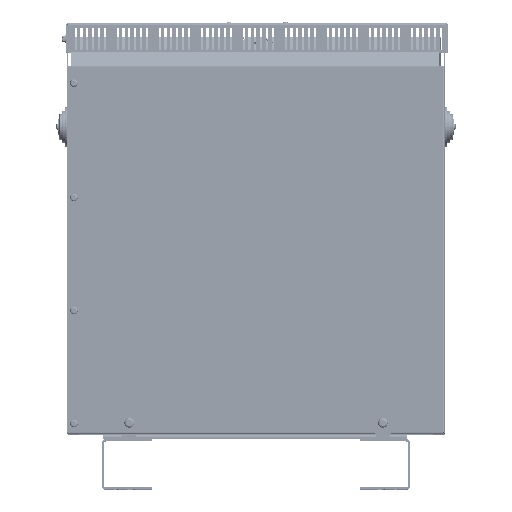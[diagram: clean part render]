
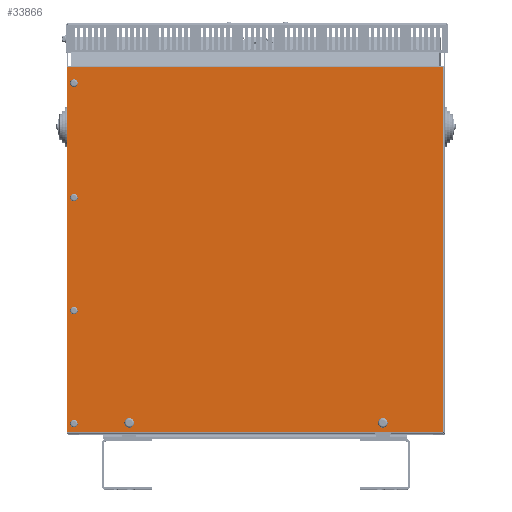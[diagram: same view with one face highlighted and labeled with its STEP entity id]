
A CAD part, top view. The second image highlights one B-rep face of the part: STEP entity #33866.
In plain terms, the highlighted planar face has unit normal (0, 0, 1).
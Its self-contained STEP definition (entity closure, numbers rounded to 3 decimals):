
#1817=FACE_BOUND('',#6790,.T.);
#1818=FACE_BOUND('',#6791,.T.);
#1819=FACE_BOUND('',#6792,.T.);
#1820=FACE_BOUND('',#6793,.T.);
#1821=FACE_BOUND('',#6794,.T.);
#1822=FACE_BOUND('',#6795,.T.);
#2674=CIRCLE('',#35762,2.6);
#2676=CIRCLE('',#35765,2.6);
#2678=CIRCLE('',#35768,2.6);
#2680=CIRCLE('',#35771,2.6);
#2683=CIRCLE('',#35775,4.);
#2685=CIRCLE('',#35778,4.);
#4833=FACE_OUTER_BOUND('',#6789,.T.);
#6789=EDGE_LOOP('',(#23878,#23879,#23880,#23881,#23882,#23883,#23884,#23885));
#6790=EDGE_LOOP('',(#23886));
#6791=EDGE_LOOP('',(#23887));
#6792=EDGE_LOOP('',(#23888));
#6793=EDGE_LOOP('',(#23889));
#6794=EDGE_LOOP('',(#23890));
#6795=EDGE_LOOP('',(#23891));
#9437=LINE('',#48961,#12551);
#9444=LINE('',#48977,#12558);
#9450=LINE('',#48992,#12564);
#9456=LINE('',#49005,#12570);
#9459=LINE('',#49014,#12573);
#9558=LINE('',#49271,#12672);
#9579=LINE('',#49322,#12693);
#9580=LINE('',#49326,#12694);
#12551=VECTOR('',#39208,10.);
#12558=VECTOR('',#39219,10.);
#12564=VECTOR('',#39231,10.);
#12570=VECTOR('',#39241,10.);
#12573=VECTOR('',#39250,10.);
#12672=VECTOR('',#39505,10.);
#12693=VECTOR('',#39578,10.);
#12694=VECTOR('',#39585,10.);
#15683=VERTEX_POINT('',#48927);
#15685=VERTEX_POINT('',#48932);
#15687=VERTEX_POINT('',#48937);
#15689=VERTEX_POINT('',#48942);
#15692=VERTEX_POINT('',#48949);
#15694=VERTEX_POINT('',#48954);
#15695=VERTEX_POINT('',#48957);
#15697=VERTEX_POINT('',#48960);
#15704=VERTEX_POINT('',#48976);
#15706=VERTEX_POINT('',#48981);
#15715=VERTEX_POINT('',#49004);
#15718=VERTEX_POINT('',#49012);
#15746=VERTEX_POINT('',#49105);
#15798=VERTEX_POINT('',#49270);
#18835=EDGE_CURVE('',#15683,#15683,#2674,.T.);
#18837=EDGE_CURVE('',#15685,#15685,#2676,.T.);
#18839=EDGE_CURVE('',#15687,#15687,#2678,.T.);
#18841=EDGE_CURVE('',#15689,#15689,#2680,.T.);
#18844=EDGE_CURVE('',#15692,#15692,#2683,.T.);
#18846=EDGE_CURVE('',#15694,#15694,#2685,.T.);
#18848=EDGE_CURVE('',#15697,#15695,#9437,.T.);
#18856=EDGE_CURVE('',#15704,#15697,#9444,.T.);
#18864=EDGE_CURVE('',#15706,#15704,#9450,.T.);
#18870=EDGE_CURVE('',#15715,#15706,#9456,.T.);
#18875=EDGE_CURVE('',#15695,#15718,#9459,.T.);
#19003=EDGE_CURVE('',#15715,#15798,#9558,.T.);
#19028=EDGE_CURVE('',#15746,#15798,#9579,.T.);
#19030=EDGE_CURVE('',#15718,#15746,#9580,.T.);
#23878=ORIENTED_EDGE('',*,*,#18848,.T.);
#23879=ORIENTED_EDGE('',*,*,#18875,.T.);
#23880=ORIENTED_EDGE('',*,*,#19030,.T.);
#23881=ORIENTED_EDGE('',*,*,#19028,.T.);
#23882=ORIENTED_EDGE('',*,*,#19003,.F.);
#23883=ORIENTED_EDGE('',*,*,#18870,.T.);
#23884=ORIENTED_EDGE('',*,*,#18864,.T.);
#23885=ORIENTED_EDGE('',*,*,#18856,.T.);
#23886=ORIENTED_EDGE('',*,*,#18835,.T.);
#23887=ORIENTED_EDGE('',*,*,#18837,.T.);
#23888=ORIENTED_EDGE('',*,*,#18839,.T.);
#23889=ORIENTED_EDGE('',*,*,#18841,.T.);
#23890=ORIENTED_EDGE('',*,*,#18844,.T.);
#23891=ORIENTED_EDGE('',*,*,#18846,.T.);
#32648=PLANE('',#35898);
#33866=ADVANCED_FACE('',(#4833,#1817,#1818,#1819,#1820,#1821,#1822),#32648,
 .T.);
#35762=AXIS2_PLACEMENT_3D('',#48928,#39170,#39171);
#35765=AXIS2_PLACEMENT_3D('',#48933,#39176,#39177);
#35768=AXIS2_PLACEMENT_3D('',#48938,#39182,#39183);
#35771=AXIS2_PLACEMENT_3D('',#48943,#39188,#39189);
#35775=AXIS2_PLACEMENT_3D('',#48950,#39196,#39197);
#35778=AXIS2_PLACEMENT_3D('',#48955,#39202,#39203);
#35898=AXIS2_PLACEMENT_3D('',#49327,#39586,#39587);
#39170=DIRECTION('center_axis',(0.,0.,-1.));
#39171=DIRECTION('ref_axis',(1.,0.,0.));
#39176=DIRECTION('center_axis',(0.,0.,-1.));
#39177=DIRECTION('ref_axis',(1.,0.,0.));
#39182=DIRECTION('center_axis',(0.,0.,-1.));
#39183=DIRECTION('ref_axis',(1.,0.,0.));
#39188=DIRECTION('center_axis',(0.,0.,-1.));
#39189=DIRECTION('ref_axis',(1.,0.,0.));
#39196=DIRECTION('center_axis',(0.,0.,-1.));
#39197=DIRECTION('ref_axis',(-1.,0.,0.));
#39202=DIRECTION('center_axis',(0.,0.,-1.));
#39203=DIRECTION('ref_axis',(-1.,0.,0.));
#39208=DIRECTION('',(0.,-1.,0.));
#39219=DIRECTION('',(1.,0.,0.));
#39231=DIRECTION('',(0.,1.,0.));
#39241=DIRECTION('',(1.,0.,0.));
#39250=DIRECTION('',(1.,0.,0.));
#39505=DIRECTION('',(0.,1.,0.));
#39578=DIRECTION('',(-1.,0.,0.));
#39585=DIRECTION('',(0.,1.,0.));
#39586=DIRECTION('center_axis',(0.,0.,1.));
#39587=DIRECTION('ref_axis',(1.,0.,0.));
#48927=CARTESIAN_POINT('',(6.4,485.,1.5));
#48928=CARTESIAN_POINT('Origin',(9.,485.,1.5));
#48932=CARTESIAN_POINT('',(6.4,327.,1.5));
#48933=CARTESIAN_POINT('Origin',(9.,327.,1.5));
#48937=CARTESIAN_POINT('',(6.4,171.,1.5));
#48938=CARTESIAN_POINT('Origin',(9.,171.,1.5));
#48942=CARTESIAN_POINT('',(6.4,15.,1.5));
#48943=CARTESIAN_POINT('Origin',(9.,15.,1.5));
#48949=CARTESIAN_POINT('',(439.5,16.,1.5));
#48950=CARTESIAN_POINT('Origin',(435.5,16.,1.5));
#48954=CARTESIAN_POINT('',(89.5,16.,1.5));
#48955=CARTESIAN_POINT('Origin',(85.5,16.,1.5));
#48957=CARTESIAN_POINT('',(446.5,3.,1.5));
#48960=CARTESIAN_POINT('',(446.5,3.6,1.5));
#48961=CARTESIAN_POINT('',(446.5,128.625,1.5));
#48976=CARTESIAN_POINT('',(424.5,3.6,1.5));
#48977=CARTESIAN_POINT('',(353.5,3.6,1.5));
#48981=CARTESIAN_POINT('',(424.5,3.,1.5));
#48992=CARTESIAN_POINT('',(424.5,128.925,1.5));
#49004=CARTESIAN_POINT('',(0.,3.,1.5));
#49005=CARTESIAN_POINT('',(130.25,3.,1.5));
#49012=CARTESIAN_POINT('',(518.,3.,1.5));
#49014=CARTESIAN_POINT('',(130.25,3.,1.5));
#49105=CARTESIAN_POINT('',(518.,507.696,1.5));
#49270=CARTESIAN_POINT('',(0.,507.696,1.5));
#49271=CARTESIAN_POINT('',(0.,508.5,1.5));
#49322=CARTESIAN_POINT('',(389.25,507.696,1.5));
#49326=CARTESIAN_POINT('',(518.,127.125,1.5));
#49327=CARTESIAN_POINT('Origin',(260.5,254.25,1.5));
